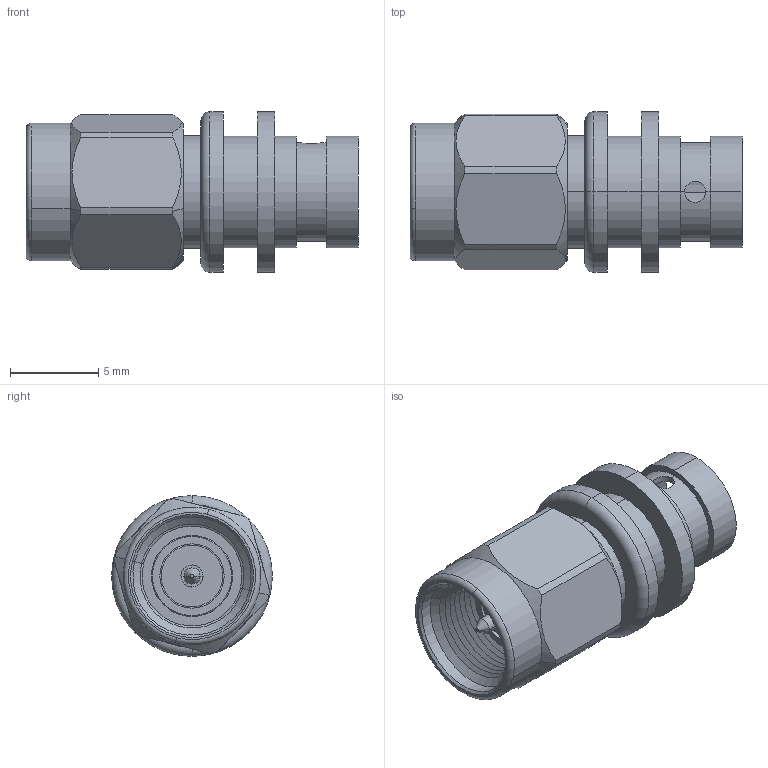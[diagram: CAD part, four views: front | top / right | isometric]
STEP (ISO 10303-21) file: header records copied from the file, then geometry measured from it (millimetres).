
FILE_DESCRIPTION (( 'STEP AP214' ), '1' );
FILE_NAME ('TC-402-SM-LP-LC_3D.step', '2023-09-22T19:03:44', ( '' ), ( '' ), 'SwSTEP 2.0', 'SolidWorks 2022', '' );
FILE_SCHEMA (( 'AUTOMOTIVE_DESIGN' ));
Length unit declared in the file: inch
Products named in the file (1): TC-402-SM-LP-LC_3D
Bounding box: 18.8 x 9.1 x 9.1 mm (x, y, z)
Volume: 641.1 mm3; surface area: 1062.8 mm2
Topology: 1 solids, 2 shells, 134 faces, 288 edges, 174 vertices
Faces by surface type: cylinder 53, cone 48, plane 29, torus 4
Entity records: 3703 total; most frequent: DIRECTION 701, CARTESIAN_POINT 660, ORIENTED_EDGE 576, AXIS2_PLACEMENT_3D 295, EDGE_CURVE 288, VERTEX_POINT 174, CIRCLE 160, EDGE_LOOP 154
